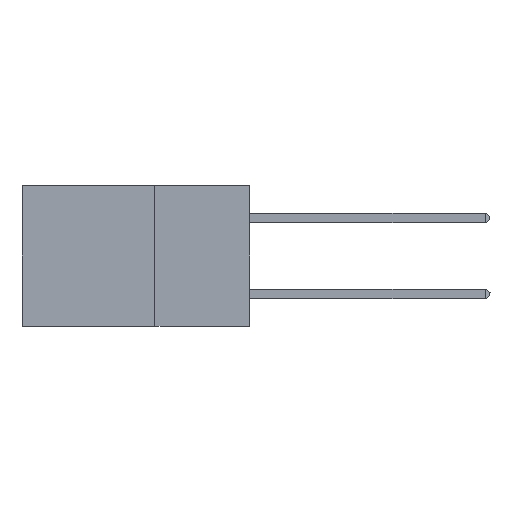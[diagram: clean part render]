
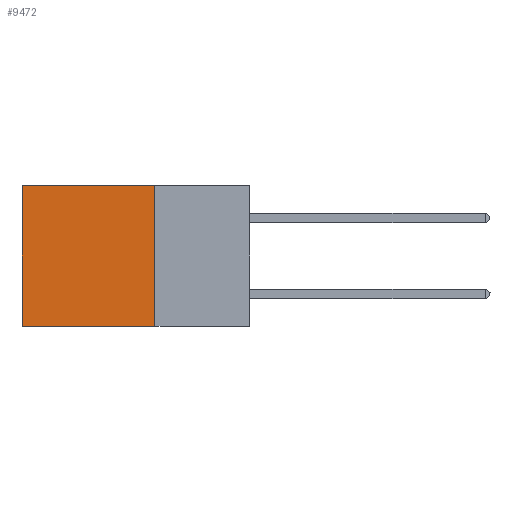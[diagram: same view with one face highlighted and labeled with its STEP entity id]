
A CAD part, left-side view. The second image highlights one B-rep face of the part: STEP entity #9472.
In plain terms, the highlighted planar face has unit normal (-1, 0, 0).
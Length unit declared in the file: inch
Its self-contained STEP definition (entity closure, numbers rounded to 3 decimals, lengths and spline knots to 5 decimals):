
#13 = ORIENTED_EDGE ( 'NONE', *, *, #13799, .F. ) ;
#303 = DIRECTION ( 'NONE',  ( 0., 1., 0. ) ) ;
#683 = VERTEX_POINT ( 'NONE', #8453 ) ;
#1466 = AXIS2_PLACEMENT_3D ( 'NONE', #11634, #15947, #23585 ) ;
#2460 = LINE ( 'NONE', #23592, #11741 ) ;
#2675 = CARTESIAN_POINT ( 'NONE',  ( 0.2875, 0.25, 0. ) ) ;
#2717 = EDGE_CURVE ( 'NONE', #2904, #5021, #2460, .T. ) ;
#2904 = VERTEX_POINT ( 'NONE', #19046 ) ;
#5021 = VERTEX_POINT ( 'NONE', #11542 ) ;
#7704 = ORIENTED_EDGE ( 'NONE', *, *, #2717, .T. ) ;
#7965 = VECTOR ( 'NONE', #303, 39.37008 ) ;
#8004 = FACE_OUTER_BOUND ( 'NONE', #14377, .T. ) ;
#8453 = CARTESIAN_POINT ( 'NONE',  ( 0.2875, 0.25, -0.37 ) ) ;
#9472 = ADVANCED_FACE ( 'NONE', ( #8004 ), #17874, .F. ) ;
#9795 = VECTOR ( 'NONE', #21216, 39.37008 ) ;
#10658 = LINE ( 'NONE', #16398, #7965 ) ;
#11102 = VECTOR ( 'NONE', #21997, 39.37008 ) ;
#11501 = EDGE_CURVE ( 'NONE', #5021, #18317, #23145, .T. ) ;
#11542 = CARTESIAN_POINT ( 'NONE',  ( 0.2875, 0.6, 0. ) ) ;
#11634 = CARTESIAN_POINT ( 'NONE',  ( 0.2875, 0.25, 0. ) ) ;
#11741 = VECTOR ( 'NONE', #21804, 39.37008 ) ;
#13799 = EDGE_CURVE ( 'NONE', #683, #18317, #10658, .T. ) ;
#13885 = ORIENTED_EDGE ( 'NONE', *, *, #11501, .T. ) ;
#14260 = ORIENTED_EDGE ( 'NONE', *, *, #21497, .F. ) ;
#14377 = EDGE_LOOP ( 'NONE', ( #13885, #13, #14260, #7704 ) ) ;
#15947 = DIRECTION ( 'NONE',  ( 1., 0., 0. ) ) ;
#16398 = CARTESIAN_POINT ( 'NONE',  ( 0.2875, 0.25, -0.37 ) ) ;
#17047 = CARTESIAN_POINT ( 'NONE',  ( 0.2875, 0.6, 0. ) ) ;
#17874 = PLANE ( 'NONE',  #1466 ) ;
#18317 = VERTEX_POINT ( 'NONE', #21991 ) ;
#19046 = CARTESIAN_POINT ( 'NONE',  ( 0.2875, 0.25, 0. ) ) ;
#21216 = DIRECTION ( 'NONE',  ( 0., 0., -1. ) ) ;
#21497 = EDGE_CURVE ( 'NONE', #2904, #683, #23942, .T. ) ;
#21804 = DIRECTION ( 'NONE',  ( 0., 1., 0. ) ) ;
#21991 = CARTESIAN_POINT ( 'NONE',  ( 0.2875, 0.6, -0.37 ) ) ;
#21997 = DIRECTION ( 'NONE',  ( 0., 0., -1. ) ) ;
#23145 = LINE ( 'NONE', #17047, #9795 ) ;
#23585 = DIRECTION ( 'NONE',  ( 0., 0., -1. ) ) ;
#23592 = CARTESIAN_POINT ( 'NONE',  ( 0.2875, 0.25, 0. ) ) ;
#23942 = LINE ( 'NONE', #2675, #11102 ) ;
